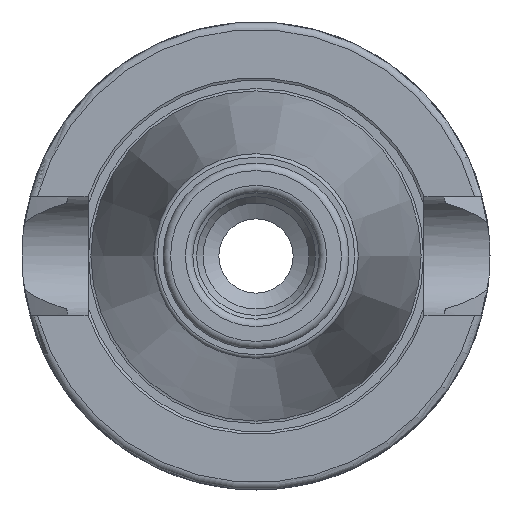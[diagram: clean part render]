
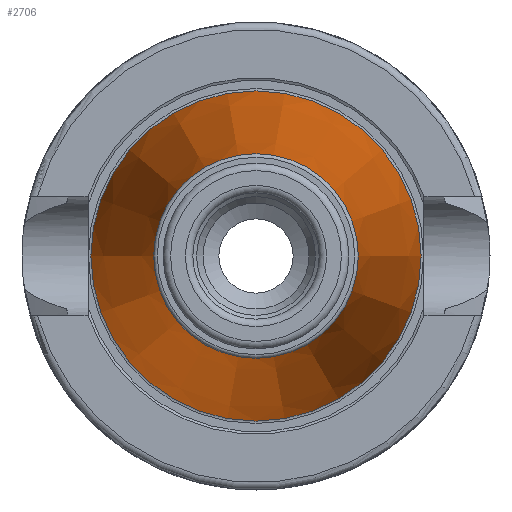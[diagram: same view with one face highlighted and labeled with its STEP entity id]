
A CAD part, left-side view. The second image highlights one B-rep face of the part: STEP entity #2706.
In plain terms, the highlighted conical face has half-angle 8.297 degrees and reference radius 17.998 mm.
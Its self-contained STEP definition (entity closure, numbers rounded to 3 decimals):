
#2672=CARTESIAN_POINT('',(-57.972,13.771,0.0));
#2673=VERTEX_POINT('',#2672);
#2674=CARTESIAN_POINT('',(-57.972,0.0,0.0));
#2675=DIRECTION('',(1.0,0.0,0.0));
#2676=DIRECTION('',(0.0,1.0,0.0));
#2677=AXIS2_PLACEMENT_3D('',#2674,#2675,#2676);
#2678=CIRCLE('',#2677,13.771);
#2679=EDGE_CURVE('',#2673,#2673,#2678,.T.);
#2687=CARTESIAN_POINT('',(-28.986,0.0,0.0));
#2688=DIRECTION('',(1.0,0.0,0.0));
#2689=DIRECTION('',(0.0,1.0,0.0));
#2690=AXIS2_PLACEMENT_3D('',#2687,#2688,#2689);
#2691=CONICAL_SURFACE('',#2690,17.998,8.297);
#2692=CARTESIAN_POINT('',(0.0,22.225,0.0));
#2693=VERTEX_POINT('',#2692);
#2694=CARTESIAN_POINT('',(0.0,0.0,0.0));
#2695=DIRECTION('',(1.0,0.0,0.0));
#2696=DIRECTION('',(0.0,1.0,0.0));
#2697=AXIS2_PLACEMENT_3D('',#2694,#2695,#2696);
#2698=CIRCLE('',#2697,22.225);
#2699=EDGE_CURVE('',#2693,#2693,#2698,.T.);
#2700=ORIENTED_EDGE('',*,*,#2699,.F.);
#2701=EDGE_LOOP('',(#2700));
#2702=FACE_OUTER_BOUND('',#2701,.T.);
#2703=ORIENTED_EDGE('',*,*,#2679,.T.);
#2704=EDGE_LOOP('',(#2703));
#2705=FACE_BOUND('',#2704,.T.);
#2706=ADVANCED_FACE('',(#2702,#2705),#2691,.T.);
